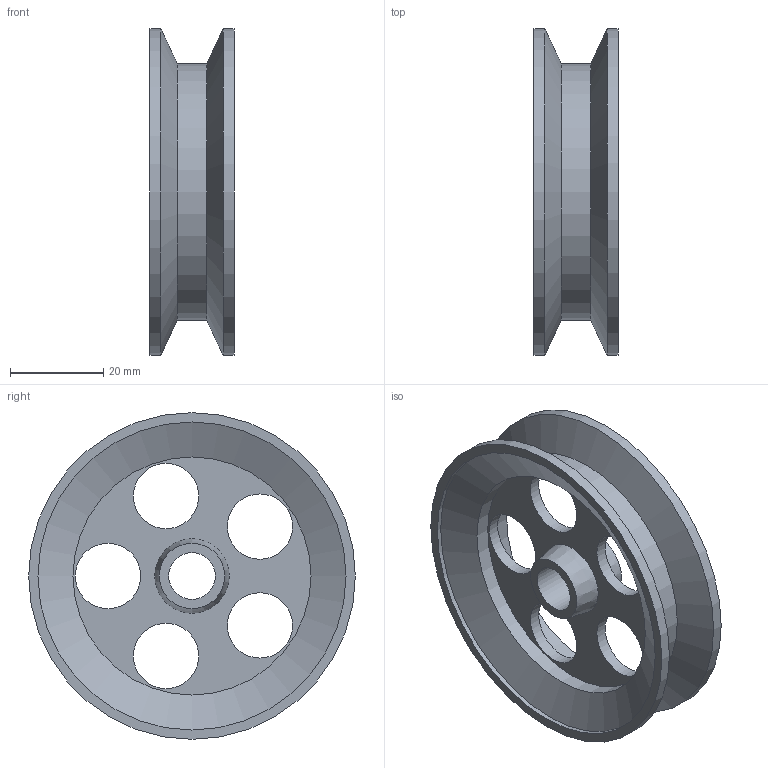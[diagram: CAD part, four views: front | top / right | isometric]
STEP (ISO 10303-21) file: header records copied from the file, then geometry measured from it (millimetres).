
FILE_DESCRIPTION (( 'STEP AP203' ), '1' );
FILE_NAME ('250729 STEP 3-401370-00_15396.STEP', '2025-07-29T09:29:52', ( '' ), ( '' ), 'SwSTEP 2.0', 'SolidWorks 2024', '' );
FILE_SCHEMA (( 'CONFIG_CONTROL_DESIGN' ));
Length unit declared in the file: millimetre
Products named in the file (1): 250729 STEP 3-401370-00_15396
Bounding box: 18 x 70 x 70 mm (x, y, z)
Volume: 14409.2 mm3; surface area: 14518.8 mm2
Topology: 1 solids, 1 shells, 25 faces, 55 edges, 36 vertices
Faces by surface type: cylinder 13, plane 6, cone 6
Full cylindrical faces by diameter (mm): 10.005 x1, 14 x5, 51 x2, 55 x1, 66 x2, 70 x2
Entity records: 655 total; most frequent: DIRECTION 112, CARTESIAN_POINT 86, ORIENTED_EDGE 60, EDGE_LOOP 60, AXIS2_PLACEMENT_3D 56, FACE_OUTER_BOUND 38, VERTEX_POINT 30, EDGE_CURVE 30
